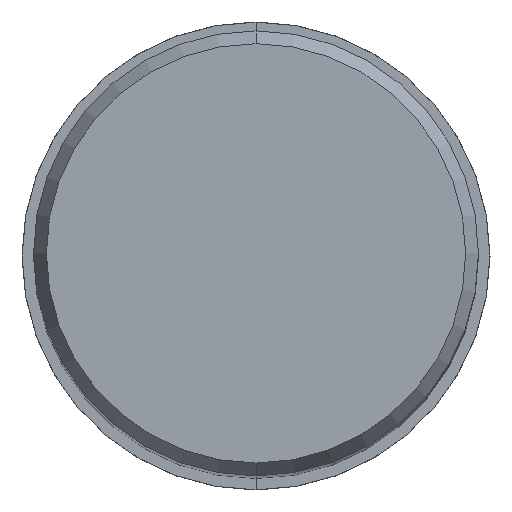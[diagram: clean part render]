
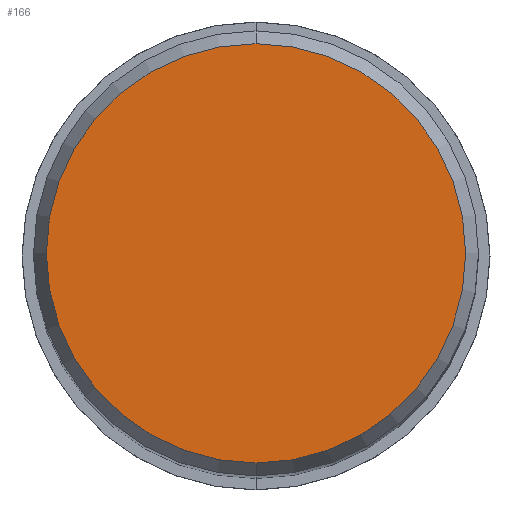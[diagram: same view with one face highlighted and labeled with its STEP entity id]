
A CAD part, top view. The second image highlights one B-rep face of the part: STEP entity #166.
In plain terms, the highlighted planar face has unit normal (0, 0, 1).
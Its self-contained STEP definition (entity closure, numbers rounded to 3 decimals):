
#92=EDGE_CURVE('',#160,#142,#206,.T.);
#114=EDGE_CURVE('',#142,#160,#230,.T.);
#142=VERTEX_POINT('',#264);
#160=VERTEX_POINT('',#284);
#166=ADVANCED_FACE('',(#291),#292,.T.);
#206=CIRCLE('',#330,7.479);
#230=CIRCLE('',#363,7.479);
#264=CARTESIAN_POINT('',(0.0,7.479,0.01));
#284=CARTESIAN_POINT('',(0.,-7.479,0.01));
#291=FACE_OUTER_BOUND('',#434,.T.);
#292=PLANE('',#435);
#330=AXIS2_PLACEMENT_3D('',#462,#463,#464);
#363=AXIS2_PLACEMENT_3D('',#488,#489,#490);
#434=EDGE_LOOP('',(#570,#571));
#435=AXIS2_PLACEMENT_3D('',#572,#573,#574);
#462=CARTESIAN_POINT('',(0.0,0.0,0.01));
#463=DIRECTION('',(0.0,0.0,-1.0));
#464=DIRECTION('',(0.0,1.0,0.0));
#488=CARTESIAN_POINT('',(0.0,0.0,0.01));
#489=DIRECTION('',(0.0,0.0,-1.0));
#490=DIRECTION('',(0.0,1.0,0.0));
#570=ORIENTED_EDGE('',*,*,#114,.F.);
#571=ORIENTED_EDGE('',*,*,#92,.F.);
#572=CARTESIAN_POINT('',(0.0,3.74,0.01));
#573=DIRECTION('',(-0.0,0.0,1.0));
#574=DIRECTION('',(0.0,-1.0,0.0));
